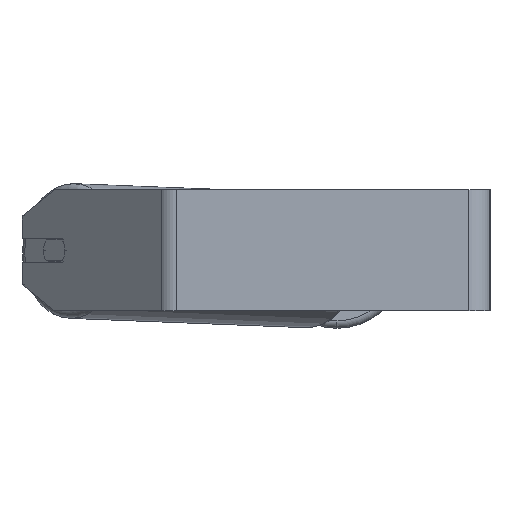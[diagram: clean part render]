
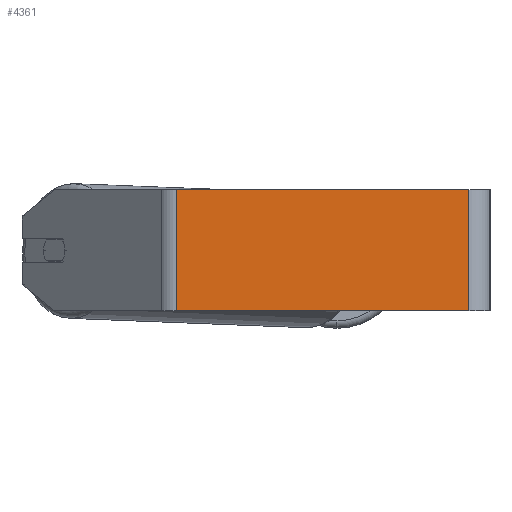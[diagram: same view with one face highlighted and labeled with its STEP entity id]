
A CAD part, left-side view. The second image highlights one B-rep face of the part: STEP entity #4361.
In plain terms, the highlighted planar face has unit normal (-1, 0, 0).
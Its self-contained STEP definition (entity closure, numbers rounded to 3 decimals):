
#42 = EDGE_CURVE ( 'NONE', #6559, #8566, #7127, .T. ) ;
#458 = DIRECTION ( 'NONE',  ( 0., 0., -1. ) ) ;
#698 = VECTOR ( 'NONE', #5078, 1000. ) ;
#1064 = CARTESIAN_POINT ( 'NONE',  ( -400., 207.068, 40. ) ) ;
#1173 = CARTESIAN_POINT ( 'NONE',  ( -400., 207.068, 40. ) ) ;
#1420 = VECTOR ( 'NONE', #8109, 1000. ) ;
#1875 = ORIENTED_EDGE ( 'NONE', *, *, #8305, .F. ) ;
#2120 = AXIS2_PLACEMENT_3D ( 'NONE', #3990, #2441, #3863 ) ;
#2331 = CARTESIAN_POINT ( 'NONE',  ( -400., 212.867, 40. ) ) ;
#2418 = LINE ( 'NONE', #2331, #698 ) ;
#2441 = DIRECTION ( 'NONE',  ( 1., 0., 0. ) ) ;
#2644 = ORIENTED_EDGE ( 'NONE', *, *, #42, .T. ) ;
#3359 = CARTESIAN_POINT ( 'NONE',  ( -400., 14., 40. ) ) ;
#3487 = EDGE_LOOP ( 'NONE', ( #4169, #1875, #4364, #2644 ) ) ;
#3517 = EDGE_CURVE ( 'NONE', #6559, #6238, #2418, .T. ) ;
#3863 = DIRECTION ( 'NONE',  ( 0., 0., -1. ) ) ;
#3932 = VECTOR ( 'NONE', #6288, 1000. ) ;
#3990 = CARTESIAN_POINT ( 'NONE',  ( -400., 212.867, 40. ) ) ;
#3997 = CARTESIAN_POINT ( 'NONE',  ( -400., 14., 40. ) ) ;
#4032 = LINE ( 'NONE', #3997, #1420 ) ;
#4169 = ORIENTED_EDGE ( 'NONE', *, *, #5671, .T. ) ;
#4253 = CARTESIAN_POINT ( 'NONE',  ( -400., 212.867, -40. ) ) ;
#4361 = ADVANCED_FACE ( 'NONE', ( #7222 ), #5190, .F. ) ;
#4364 = ORIENTED_EDGE ( 'NONE', *, *, #3517, .F. ) ;
#4782 = VERTEX_POINT ( 'NONE', #5392 ) ;
#5078 = DIRECTION ( 'NONE',  ( 0., -1., 0. ) ) ;
#5190 = PLANE ( 'NONE',  #2120 ) ;
#5392 = CARTESIAN_POINT ( 'NONE',  ( -400., 14., -40. ) ) ;
#5671 = EDGE_CURVE ( 'NONE', #8566, #4782, #8413, .T. ) ;
#6238 = VERTEX_POINT ( 'NONE', #3359 ) ;
#6288 = DIRECTION ( 'NONE',  ( 0., -1., 0. ) ) ;
#6559 = VERTEX_POINT ( 'NONE', #1173 ) ;
#7125 = CARTESIAN_POINT ( 'NONE',  ( -400., 207.068, -40. ) ) ;
#7127 = LINE ( 'NONE', #1064, #7585 ) ;
#7222 = FACE_OUTER_BOUND ( 'NONE', #3487, .T. ) ;
#7585 = VECTOR ( 'NONE', #458, 1000. ) ;
#8109 = DIRECTION ( 'NONE',  ( 0., 0., -1. ) ) ;
#8305 = EDGE_CURVE ( 'NONE', #6238, #4782, #4032, .T. ) ;
#8413 = LINE ( 'NONE', #4253, #3932 ) ;
#8566 = VERTEX_POINT ( 'NONE', #7125 ) ;
